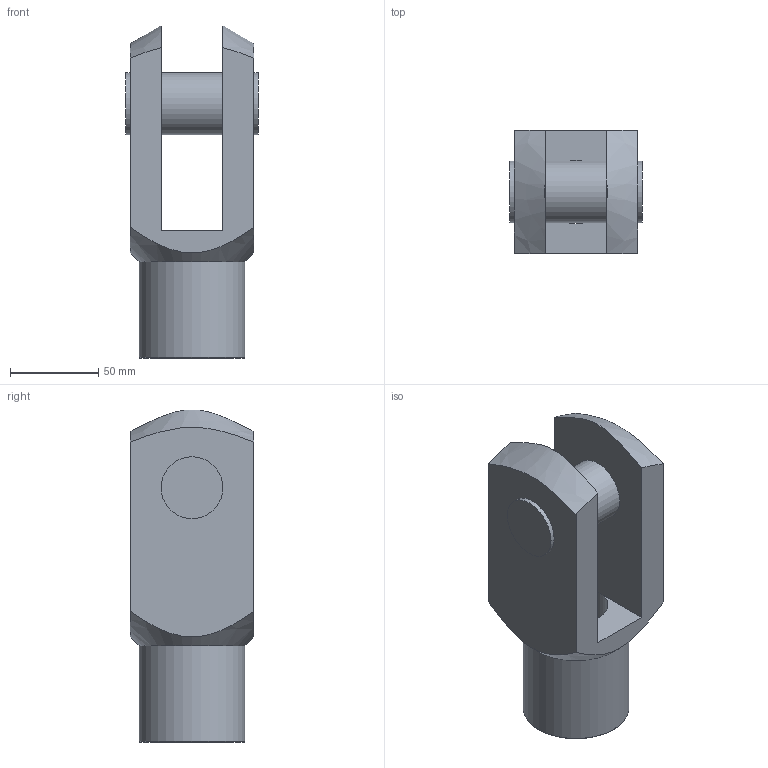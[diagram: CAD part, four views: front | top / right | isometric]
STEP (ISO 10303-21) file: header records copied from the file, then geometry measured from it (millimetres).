
FILE_DESCRIPTION((''),'2;1');
FILE_NAME('1320_200_13F.stp','2006-07-10T16:29:51',('rivolro1'),(''),'Autodesk Inventor 11','Autodesk Inventor 11','');
FILE_SCHEMA(('AUTOMOTIVE_DESIGN { 1 0 10303 214 1 1 1 1 }'));
Length unit declared in the file: millimetre
Products named in the file (1): 1320_200_13F
Bounding box: 75 x 70 x 188 mm (x, y, z)
Volume: 455768.4 mm3; surface area: 68981.4 mm2
Topology: 1 solids, 1 shells, 25 faces, 59 edges, 37 vertices
Faces by surface type: plane 13, bspline 4, cone 4, cylinder 4
Full cylindrical faces by diameter (mm): 35 x3, 60 x1
Entity records: 723 total; most frequent: CARTESIAN_POINT 210, ORIENTED_EDGE 98, DIRECTION 94, EDGE_CURVE 49, AXIS2_PLACEMENT_3D 39, EDGE_LOOP 38, VERTEX_POINT 35, FACE_OUTER_BOUND 25
